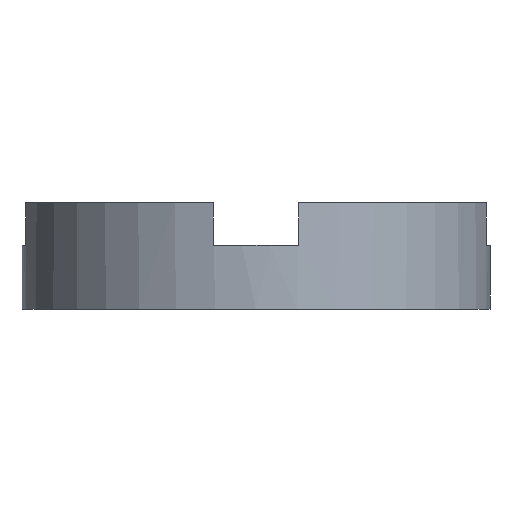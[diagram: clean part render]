
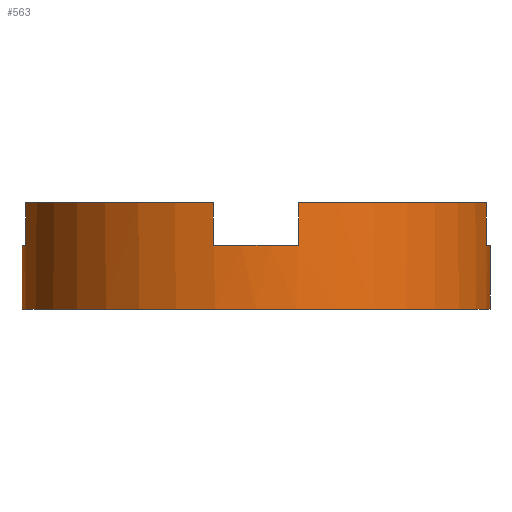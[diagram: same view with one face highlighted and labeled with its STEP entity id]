
A CAD part, front view. The second image highlights one B-rep face of the part: STEP entity #563.
In plain terms, the highlighted cylindrical face has radius 5.5 mm (diameter 11 mm), a partial arc.
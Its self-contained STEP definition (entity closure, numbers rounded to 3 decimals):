
#16 = EDGE_CURVE ( 'NONE', #526, #428, #55, .T. ) ;
#19 = AXIS2_PLACEMENT_3D ( 'NONE', #639, #54, #430 ) ;
#26 = VERTEX_POINT ( 'NONE', #709 ) ;
#27 = VERTEX_POINT ( 'NONE', #116 ) ;
#34 = VECTOR ( 'NONE', #396, 1000. ) ;
#35 = VECTOR ( 'NONE', #218, 1000. ) ;
#39 = CARTESIAN_POINT ( 'NONE',  ( -5.408, -1., 1.5 ) ) ;
#46 = VECTOR ( 'NONE', #47, 1000. ) ;
#47 = DIRECTION ( 'NONE',  ( 0., 0., -1. ) ) ;
#50 = VERTEX_POINT ( 'NONE', #123 ) ;
#51 = LINE ( 'NONE', #359, #34 ) ;
#54 = DIRECTION ( 'NONE',  ( 0., 0., 1. ) ) ;
#55 = CIRCLE ( 'NONE', #619, 5.5 ) ;
#59 = CARTESIAN_POINT ( 'NONE',  ( 1., -5.408, 1.5 ) ) ;
#70 = CARTESIAN_POINT ( 'NONE',  ( -5.5, 0., 2.5 ) ) ;
#73 = CARTESIAN_POINT ( 'NONE',  ( 5.408, -1., 2.5 ) ) ;
#83 = EDGE_CURVE ( 'NONE', #189, #747, #51, .T. ) ;
#92 = CARTESIAN_POINT ( 'NONE',  ( 5.5, 0., 2.5 ) ) ;
#99 = CARTESIAN_POINT ( 'NONE',  ( -5.408, -1., 2.5 ) ) ;
#106 = EDGE_CURVE ( 'NONE', #170, #667, #545, .T. ) ;
#116 = CARTESIAN_POINT ( 'NONE',  ( -5.5, 0., 1.5 ) ) ;
#123 = CARTESIAN_POINT ( 'NONE',  ( 5.5, 0., 1.5 ) ) ;
#124 = CARTESIAN_POINT ( 'NONE',  ( -1., -5.408, 1.5 ) ) ;
#140 = CARTESIAN_POINT ( 'NONE',  ( 5.5, 0., 0. ) ) ;
#145 = EDGE_CURVE ( 'NONE', #428, #412, #571, .T. ) ;
#170 = VERTEX_POINT ( 'NONE', #208 ) ;
#171 = ORIENTED_EDGE ( 'NONE', *, *, #637, .T. ) ;
#175 = LINE ( 'NONE', #124, #182 ) ;
#176 = ORIENTED_EDGE ( 'NONE', *, *, #16, .F. ) ;
#179 = CYLINDRICAL_SURFACE ( 'NONE', #504, 5.5 ) ;
#182 = VECTOR ( 'NONE', #348, 1000. ) ;
#185 = CIRCLE ( 'NONE', #19, 5.5 ) ;
#189 = VERTEX_POINT ( 'NONE', #39 ) ;
#208 = CARTESIAN_POINT ( 'NONE',  ( 5.408, -1., 1.5 ) ) ;
#213 = CIRCLE ( 'NONE', #318, 5.5 ) ;
#217 = DIRECTION ( 'NONE',  ( -1., 0., 0. ) ) ;
#218 = DIRECTION ( 'NONE',  ( 0., 0., 1. ) ) ;
#243 = EDGE_CURVE ( 'NONE', #27, #780, #568, .T. ) ;
#255 = ORIENTED_EDGE ( 'NONE', *, *, #416, .F. ) ;
#256 = CIRCLE ( 'NONE', #725, 5.5 ) ;
#270 = DIRECTION ( 'NONE',  ( 1., 0., 0. ) ) ;
#281 = EDGE_CURVE ( 'NONE', #50, #519, #580, .T. ) ;
#288 = DIRECTION ( 'NONE',  ( 0., 0., 1. ) ) ;
#300 = DIRECTION ( 'NONE',  ( 0., 0., 1. ) ) ;
#318 = AXIS2_PLACEMENT_3D ( 'NONE', #421, #661, #344 ) ;
#339 = CARTESIAN_POINT ( 'NONE',  ( 5.408, -1., 1.5 ) ) ;
#344 = DIRECTION ( 'NONE',  ( 1., 0., 0. ) ) ;
#348 = DIRECTION ( 'NONE',  ( 0., 0., 1. ) ) ;
#359 = CARTESIAN_POINT ( 'NONE',  ( -5.408, -1., 1.5 ) ) ;
#376 = CARTESIAN_POINT ( 'NONE',  ( 1., -5.408, 1.5 ) ) ;
#383 = DIRECTION ( 'NONE',  ( 0., 0., 1. ) ) ;
#396 = DIRECTION ( 'NONE',  ( 0., 0., 1. ) ) ;
#412 = VERTEX_POINT ( 'NONE', #418 ) ;
#416 = EDGE_CURVE ( 'NONE', #412, #667, #256, .T. ) ;
#418 = CARTESIAN_POINT ( 'NONE',  ( 1., -5.408, 2.5 ) ) ;
#419 = ORIENTED_EDGE ( 'NONE', *, *, #724, .F. ) ;
#421 = CARTESIAN_POINT ( 'NONE',  ( 0., 0., 0. ) ) ;
#428 = VERTEX_POINT ( 'NONE', #59 ) ;
#430 = DIRECTION ( 'NONE',  ( 1., 0., 0. ) ) ;
#456 = CARTESIAN_POINT ( 'NONE',  ( 0., 0., 2.5 ) ) ;
#501 = ORIENTED_EDGE ( 'NONE', *, *, #651, .T. ) ;
#504 = AXIS2_PLACEMENT_3D ( 'NONE', #655, #668, #217 ) ;
#519 = VERTEX_POINT ( 'NONE', #140 ) ;
#524 = CARTESIAN_POINT ( 'NONE',  ( 0., 0., 1.5 ) ) ;
#526 = VERTEX_POINT ( 'NONE', #642 ) ;
#535 = DIRECTION ( 'NONE',  ( 1., 0., 0. ) ) ;
#545 = LINE ( 'NONE', #339, #35 ) ;
#546 = VECTOR ( 'NONE', #288, 1000. ) ;
#554 = CARTESIAN_POINT ( 'NONE',  ( 0., 0., 1.5 ) ) ;
#563 = ADVANCED_FACE ( 'NONE', ( #781 ), #179, .T. ) ;
#568 = LINE ( 'NONE', #70, #46 ) ;
#571 = LINE ( 'NONE', #376, #546 ) ;
#577 = VECTOR ( 'NONE', #746, 1000. ) ;
#580 = LINE ( 'NONE', #92, #577 ) ;
#585 = CARTESIAN_POINT ( 'NONE',  ( 0., 0., 2.5 ) ) ;
#592 = AXIS2_PLACEMENT_3D ( 'NONE', #524, #383, #535 ) ;
#593 = EDGE_CURVE ( 'NONE', #27, #189, #697, .T. ) ;
#613 = DIRECTION ( 'NONE',  ( 0., 0., 1. ) ) ;
#614 = EDGE_CURVE ( 'NONE', #170, #50, #185, .T. ) ;
#619 = AXIS2_PLACEMENT_3D ( 'NONE', #554, #613, #647 ) ;
#623 = DIRECTION ( 'NONE',  ( 0., 0., 1. ) ) ;
#636 = AXIS2_PLACEMENT_3D ( 'NONE', #456, #300, #757 ) ;
#637 = EDGE_CURVE ( 'NONE', #526, #26, #175, .T. ) ;
#639 = CARTESIAN_POINT ( 'NONE',  ( 0., 0., 1.5 ) ) ;
#642 = CARTESIAN_POINT ( 'NONE',  ( -1., -5.408, 1.5 ) ) ;
#647 = DIRECTION ( 'NONE',  ( 1., 0., 0. ) ) ;
#651 = EDGE_CURVE ( 'NONE', #780, #519, #213, .T. ) ;
#655 = CARTESIAN_POINT ( 'NONE',  ( 0., 0., 2.5 ) ) ;
#661 = DIRECTION ( 'NONE',  ( 0., 0., 1. ) ) ;
#663 = ORIENTED_EDGE ( 'NONE', *, *, #243, .T. ) ;
#666 = ORIENTED_EDGE ( 'NONE', *, *, #593, .F. ) ;
#667 = VERTEX_POINT ( 'NONE', #73 ) ;
#668 = DIRECTION ( 'NONE',  ( 0., 0., -1. ) ) ;
#681 = EDGE_LOOP ( 'NONE', ( #701, #782, #698, #255, #767, #176, #171, #419, #714, #666, #663, #501 ) ) ;
#694 = CARTESIAN_POINT ( 'NONE',  ( -5.5, 0., 0. ) ) ;
#697 = CIRCLE ( 'NONE', #592, 5.5 ) ;
#698 = ORIENTED_EDGE ( 'NONE', *, *, #106, .T. ) ;
#700 = CIRCLE ( 'NONE', #636, 5.5 ) ;
#701 = ORIENTED_EDGE ( 'NONE', *, *, #281, .F. ) ;
#709 = CARTESIAN_POINT ( 'NONE',  ( -1., -5.408, 2.5 ) ) ;
#714 = ORIENTED_EDGE ( 'NONE', *, *, #83, .F. ) ;
#724 = EDGE_CURVE ( 'NONE', #747, #26, #700, .T. ) ;
#725 = AXIS2_PLACEMENT_3D ( 'NONE', #585, #623, #270 ) ;
#746 = DIRECTION ( 'NONE',  ( 0., 0., -1. ) ) ;
#747 = VERTEX_POINT ( 'NONE', #99 ) ;
#757 = DIRECTION ( 'NONE',  ( 1., 0., 0. ) ) ;
#767 = ORIENTED_EDGE ( 'NONE', *, *, #145, .F. ) ;
#780 = VERTEX_POINT ( 'NONE', #694 ) ;
#781 = FACE_OUTER_BOUND ( 'NONE', #681, .T. ) ;
#782 = ORIENTED_EDGE ( 'NONE', *, *, #614, .F. ) ;
